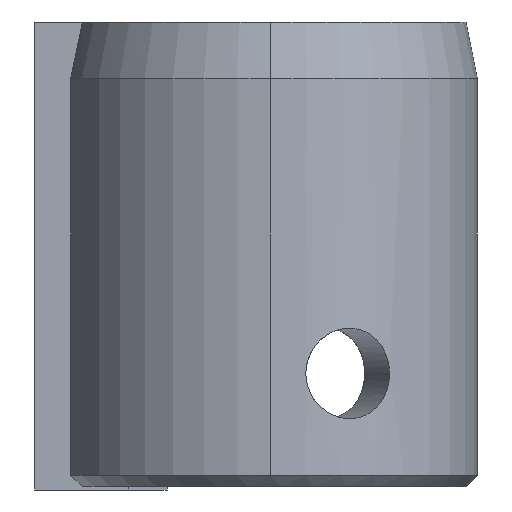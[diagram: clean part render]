
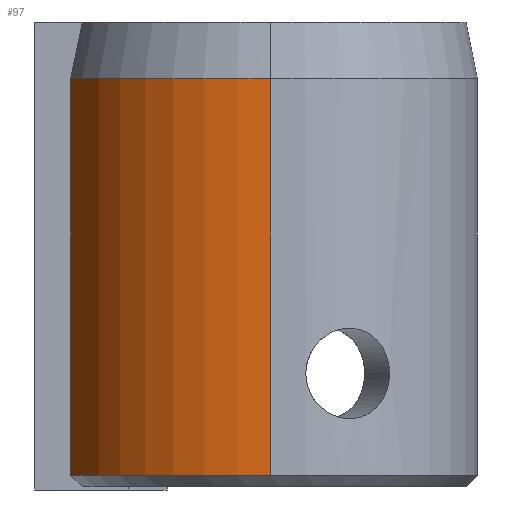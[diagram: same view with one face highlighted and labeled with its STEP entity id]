
A CAD part, left-side view. The second image highlights one B-rep face of the part: STEP entity #97.
In plain terms, the highlighted cylindrical face has radius 18.255 mm (diameter 36.51 mm), a partial arc.
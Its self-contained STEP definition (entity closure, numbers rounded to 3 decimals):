
#27 = CIRCLE ( 'NONE', #1203, 18.255 ) ;
#58 = CARTESIAN_POINT ( 'NONE',  ( -4.763, 17.623, 15.5 ) ) ;
#97 = ADVANCED_FACE ( 'NONE', ( #464 ), #128, .T. ) ;
#107 = EDGE_CURVE ( 'NONE', #809, #1358, #362, .T. ) ;
#128 = CYLINDRICAL_SURFACE ( 'NONE', #134, 18.255 ) ;
#134 = AXIS2_PLACEMENT_3D ( 'NONE', #894, #1101, #549 ) ;
#138 = VERTEX_POINT ( 'NONE', #930 ) ;
#151 = EDGE_CURVE ( 'NONE', #1358, #875, #595, .T. ) ;
#158 = VECTOR ( 'NONE', #1046, 1000. ) ;
#167 = CARTESIAN_POINT ( 'NONE',  ( -4.763, 17.623, -19.5 ) ) ;
#168 = DIRECTION ( 'NONE',  ( -1., 0., 0. ) ) ;
#283 = CARTESIAN_POINT ( 'NONE',  ( 0., 0., -19.5 ) ) ;
#362 = LINE ( 'NONE', #1092, #1159 ) ;
#403 = CARTESIAN_POINT ( 'NONE',  ( -18.255, 0., 20.5 ) ) ;
#436 = EDGE_CURVE ( 'NONE', #138, #809, #27, .T. ) ;
#464 = FACE_OUTER_BOUND ( 'NONE', #960, .T. ) ;
#478 = CARTESIAN_POINT ( 'NONE',  ( -18.255, 0., -19.5 ) ) ;
#549 = DIRECTION ( 'NONE',  ( -1., 0., 0. ) ) ;
#595 = CIRCLE ( 'NONE', #779, 18.255 ) ;
#779 = AXIS2_PLACEMENT_3D ( 'NONE', #283, #1325, #1218 ) ;
#809 = VERTEX_POINT ( 'NONE', #58 ) ;
#875 = VERTEX_POINT ( 'NONE', #478 ) ;
#876 = ORIENTED_EDGE ( 'NONE', *, *, #107, .T. ) ;
#894 = CARTESIAN_POINT ( 'NONE',  ( 0., 0., 20.5 ) ) ;
#930 = CARTESIAN_POINT ( 'NONE',  ( -18.255, 0., 15.5 ) ) ;
#948 = ORIENTED_EDGE ( 'NONE', *, *, #436, .T. ) ;
#960 = EDGE_LOOP ( 'NONE', ( #1130, #948, #876, #1048 ) ) ;
#993 = DIRECTION ( 'NONE',  ( 0., 0., -1. ) ) ;
#994 = EDGE_CURVE ( 'NONE', #138, #875, #1240, .T. ) ;
#1046 = DIRECTION ( 'NONE',  ( 0., 0., -1. ) ) ;
#1048 = ORIENTED_EDGE ( 'NONE', *, *, #151, .T. ) ;
#1092 = CARTESIAN_POINT ( 'NONE',  ( -4.763, 17.623, 20.5 ) ) ;
#1101 = DIRECTION ( 'NONE',  ( 0., 0., -1. ) ) ;
#1130 = ORIENTED_EDGE ( 'NONE', *, *, #994, .F. ) ;
#1159 = VECTOR ( 'NONE', #993, 1000. ) ;
#1203 = AXIS2_PLACEMENT_3D ( 'NONE', #1239, #1339, #168 ) ;
#1218 = DIRECTION ( 'NONE',  ( -1., 0., 0. ) ) ;
#1239 = CARTESIAN_POINT ( 'NONE',  ( 0., 0., 15.5 ) ) ;
#1240 = LINE ( 'NONE', #403, #158 ) ;
#1325 = DIRECTION ( 'NONE',  ( 0., 0., 1. ) ) ;
#1339 = DIRECTION ( 'NONE',  ( 0., 0., -1. ) ) ;
#1358 = VERTEX_POINT ( 'NONE', #167 ) ;
